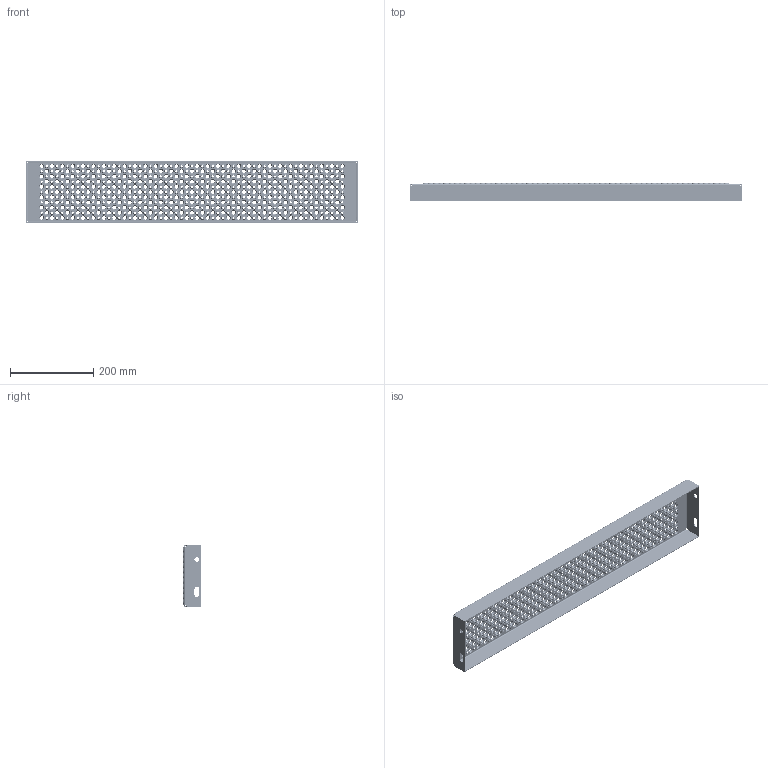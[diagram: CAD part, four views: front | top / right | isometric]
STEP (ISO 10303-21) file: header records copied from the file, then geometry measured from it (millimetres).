
FILE_DESCRIPTION (( 'STEP AP203' ), '1' );
FILE_NAME ('21018_PcP RUSTFRI TRIN_O2_150x800X45mm_M_OPTRÆK.STEP', '2014-02-17T11:56:36', ( '' ), ( '' ), 'SwSTEP 2.0', 'SolidWorks 2013', '' );
FILE_SCHEMA (( 'CONFIG_CONTROL_DESIGN' ));
Products named in the file (1): 21018_PcP RUSTFRI TRIN_O2_150x800X45mm_M_OPTRÆK
Bounding box: 800 x 45 x 150 mm (x, y, z)
Volume: 387523.5 mm3; surface area: 411535.1 mm2
Topology: 1 solids, 1 shells, 4605 faces, 10532 edges, 6578 vertices
Faces by surface type: cone 2596, cylinder 1326, plane 675, bspline 8
Entity records: 134749 total; most frequent: DIRECTION 26226, CARTESIAN_POINT 22308, ORIENTED_EDGE 21064, AXIS2_PLACEMENT_3D 11128, EDGE_CURVE 10532, VERTEX_POINT 6578, EDGE_LOOP 6560, CIRCLE 6530
